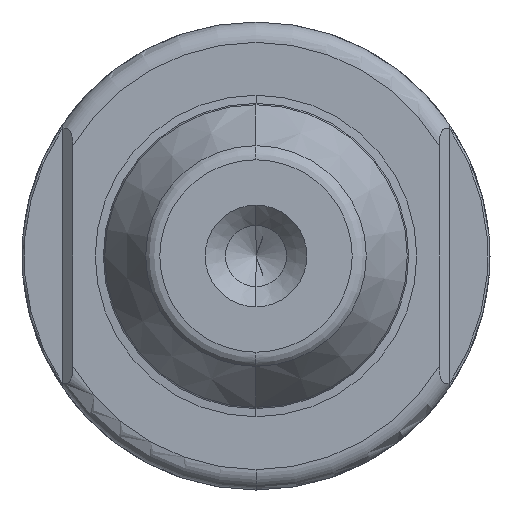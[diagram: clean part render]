
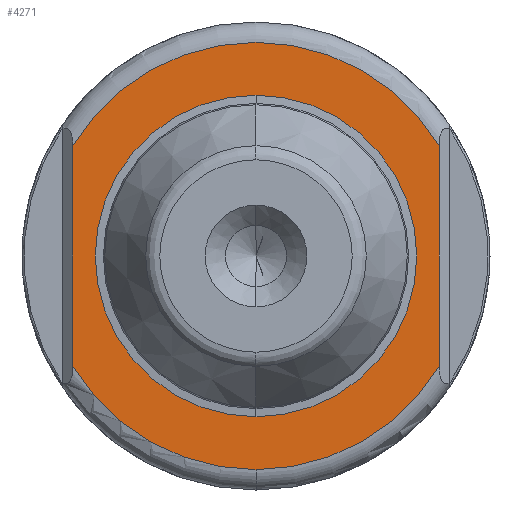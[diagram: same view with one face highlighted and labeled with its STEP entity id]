
A CAD part, left-side view. The second image highlights one B-rep face of the part: STEP entity #4271.
In plain terms, the highlighted planar face has unit normal (-1, 0, 0).
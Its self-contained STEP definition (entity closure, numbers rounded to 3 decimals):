
#92 = VERTEX_POINT ( 'NONE', #3491 ) ;
#125 = DIRECTION ( 'NONE',  ( 0., 0., -1. ) ) ;
#134 = CARTESIAN_POINT ( 'NONE',  ( 26., 0., 7.9 ) ) ;
#143 = DIRECTION ( 'NONE',  ( -1., 0., 0. ) ) ;
#165 = CARTESIAN_POINT ( 'NONE',  ( 26., 0., 0. ) ) ;
#250 = ORIENTED_EDGE ( 'NONE', *, *, #597, .F. ) ;
#291 = ORIENTED_EDGE ( 'NONE', *, *, #4902, .T. ) ;
#477 = EDGE_LOOP ( 'NONE', ( #250, #572 ) ) ;
#572 = ORIENTED_EDGE ( 'NONE', *, *, #3322, .F. ) ;
#597 = EDGE_CURVE ( 'NONE', #3075, #1108, #1492, .T. ) ;
#656 = FACE_OUTER_BOUND ( 'NONE', #3274, .T. ) ;
#864 = DIRECTION ( 'NONE',  ( 1., 0., 0. ) ) ;
#956 = EDGE_CURVE ( 'NONE', #3177, #2316, #4775, .T. ) ;
#1108 = VERTEX_POINT ( 'NONE', #1390 ) ;
#1217 = DIRECTION ( 'NONE',  ( -1., 0., 0. ) ) ;
#1390 = CARTESIAN_POINT ( 'NONE',  ( 26., 0., -7.9 ) ) ;
#1402 = ORIENTED_EDGE ( 'NONE', *, *, #956, .T. ) ;
#1406 = AXIS2_PLACEMENT_3D ( 'NONE', #4825, #864, #3668 ) ;
#1411 = ORIENTED_EDGE ( 'NONE', *, *, #3080, .T. ) ;
#1433 = CARTESIAN_POINT ( 'NONE',  ( 26., -9., -5.408 ) ) ;
#1472 = ORIENTED_EDGE ( 'NONE', *, *, #4005, .T. ) ;
#1492 = CIRCLE ( 'NONE', #3004, 7.9 ) ;
#1707 = AXIS2_PLACEMENT_3D ( 'NONE', #4570, #2207, #4973 ) ;
#1855 = CARTESIAN_POINT ( 'NONE',  ( 26., 0., -10.5 ) ) ;
#1867 = CARTESIAN_POINT ( 'NONE',  ( 26., -9., -11.5 ) ) ;
#2207 = DIRECTION ( 'NONE',  ( -1., 0., 0. ) ) ;
#2305 = AXIS2_PLACEMENT_3D ( 'NONE', #3590, #1217, #3983 ) ;
#2316 = VERTEX_POINT ( 'NONE', #1433 ) ;
#2318 = VECTOR ( 'NONE', #2466, 1000. ) ;
#2327 = DIRECTION ( 'NONE',  ( -1., 0., 0. ) ) ;
#2371 = VECTOR ( 'NONE', #4632, 1000. ) ;
#2378 = CARTESIAN_POINT ( 'NONE',  ( 26., 9., -11.5 ) ) ;
#2466 = DIRECTION ( 'NONE',  ( 0., 0., -1. ) ) ;
#2565 = EDGE_CURVE ( 'NONE', #92, #3783, #4439, .T. ) ;
#2644 = CARTESIAN_POINT ( 'NONE',  ( 26., 9., -5.408 ) ) ;
#3004 = AXIS2_PLACEMENT_3D ( 'NONE', #3507, #3428, #3413 ) ;
#3075 = VERTEX_POINT ( 'NONE', #134 ) ;
#3080 = EDGE_CURVE ( 'NONE', #3783, #3177, #4928, .T. ) ;
#3177 = VERTEX_POINT ( 'NONE', #1855 ) ;
#3203 = CARTESIAN_POINT ( 'NONE',  ( 26., -9., 5.408 ) ) ;
#3259 = PLANE ( 'NONE',  #1406 ) ;
#3274 = EDGE_LOOP ( 'NONE', ( #1411, #1402, #291, #1472, #4207 ) ) ;
#3322 = EDGE_CURVE ( 'NONE', #1108, #3075, #3494, .T. ) ;
#3413 = DIRECTION ( 'NONE',  ( 0., 0., 1. ) ) ;
#3428 = DIRECTION ( 'NONE',  ( -1., 0., 0. ) ) ;
#3491 = CARTESIAN_POINT ( 'NONE',  ( 26., 9., 5.408 ) ) ;
#3494 = CIRCLE ( 'NONE', #5172, 7.9 ) ;
#3507 = CARTESIAN_POINT ( 'NONE',  ( 26., 0., 0. ) ) ;
#3560 = CIRCLE ( 'NONE', #2305, 10.5 ) ;
#3590 = CARTESIAN_POINT ( 'NONE',  ( 26., 0., 0. ) ) ;
#3668 = DIRECTION ( 'NONE',  ( 0., 0., -1. ) ) ;
#3725 = AXIS2_PLACEMENT_3D ( 'NONE', #165, #143, #125 ) ;
#3783 = VERTEX_POINT ( 'NONE', #2644 ) ;
#3872 = FACE_BOUND ( 'NONE', #477, .T. ) ;
#3983 = DIRECTION ( 'NONE',  ( 0., 0., -1. ) ) ;
#4005 = EDGE_CURVE ( 'NONE', #4215, #92, #3560, .T. ) ;
#4207 = ORIENTED_EDGE ( 'NONE', *, *, #2565, .T. ) ;
#4215 = VERTEX_POINT ( 'NONE', #3203 ) ;
#4271 = ADVANCED_FACE ( 'NONE', ( #656, #3872 ), #3259, .F. ) ;
#4439 = LINE ( 'NONE', #2378, #2318 ) ;
#4487 = LINE ( 'NONE', #1867, #2371 ) ;
#4570 = CARTESIAN_POINT ( 'NONE',  ( 26., 0., 0. ) ) ;
#4632 = DIRECTION ( 'NONE',  ( 0., 0., 1. ) ) ;
#4700 = CARTESIAN_POINT ( 'NONE',  ( 26., 0., 0. ) ) ;
#4775 = CIRCLE ( 'NONE', #3725, 10.5 ) ;
#4825 = CARTESIAN_POINT ( 'NONE',  ( 26., 0., -11.5 ) ) ;
#4902 = EDGE_CURVE ( 'NONE', #2316, #4215, #4487, .T. ) ;
#4928 = CIRCLE ( 'NONE', #1707, 10.5 ) ;
#4973 = DIRECTION ( 'NONE',  ( 0., 0., -1. ) ) ;
#5106 = DIRECTION ( 'NONE',  ( 0., 0., 1. ) ) ;
#5172 = AXIS2_PLACEMENT_3D ( 'NONE', #4700, #2327, #5106 ) ;
